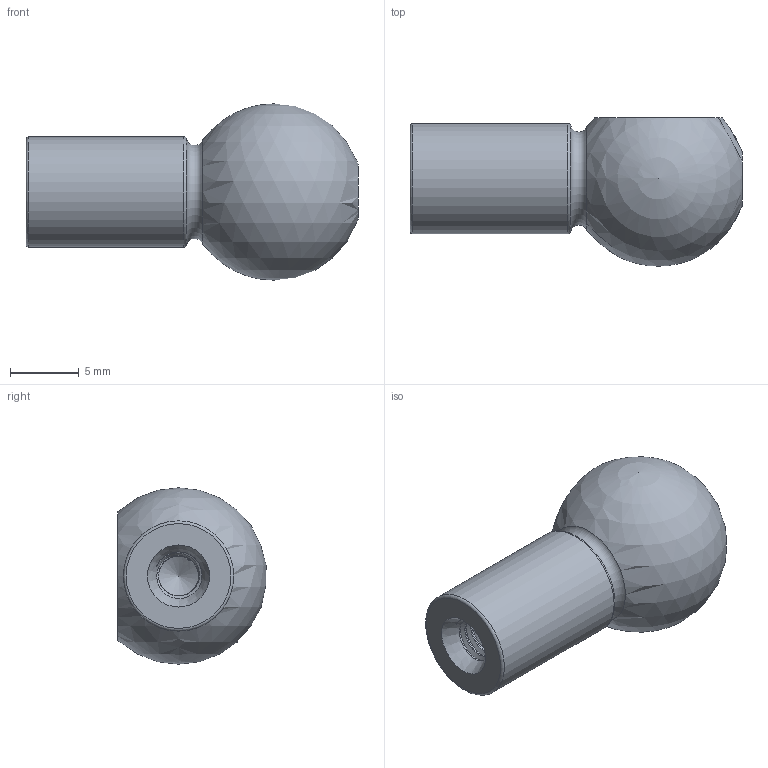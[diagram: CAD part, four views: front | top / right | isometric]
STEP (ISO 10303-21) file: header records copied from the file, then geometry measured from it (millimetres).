
FILE_DESCRIPTION(/* description */ (''),/* implementation_level */ '2;1');
FILE_NAME(/* name */ 'PX18.step',/* time_stamp */ '2024-07-01T12:00:03+02:00',/* author */ (''),/* organization */ (''),/* preprocessor_version */ 'ST-DEVELOPER v20',/* originating_system */ 'Autodesk Translation Framework v13.14.0.145',/* authorisation */ '');
FILE_SCHEMA (('AUTOMOTIVE_DESIGN { 1 0 10303 214 3 1 1 }'));
Length unit declared in the file: millimetre
Products named in the file (2): (Unsaved); Ball socket
Assembly tree (1 placements, depth 2):
  (Unsaved)
    Ball socket
Bounding box: 24.08 x 10.75 x 12.8 mm (x, y, z)
Volume: 1122.6 mm3; surface area: 1207.8 mm2
Topology: 1 solids, 1 shells, 48 faces, 132 edges, 89 vertices
Faces by surface type: cylinder 32, plane 6, torus 3, bspline 3, sphere 2, cone 2
Full cylindrical faces by diameter (mm): 2.9 x12, 3.5 x12, 8 x3, 10.2 x1
Entity records: 14052 total; most frequent: CARTESIAN_POINT 12878, ORIENTED_EDGE 258, DIRECTION 193, EDGE_CURVE 129, VERTEX_POINT 89, AXIS2_PLACEMENT_3D 77, B_SPLINE_CURVE_WITH_KNOTS 61, EDGE_LOOP 54
